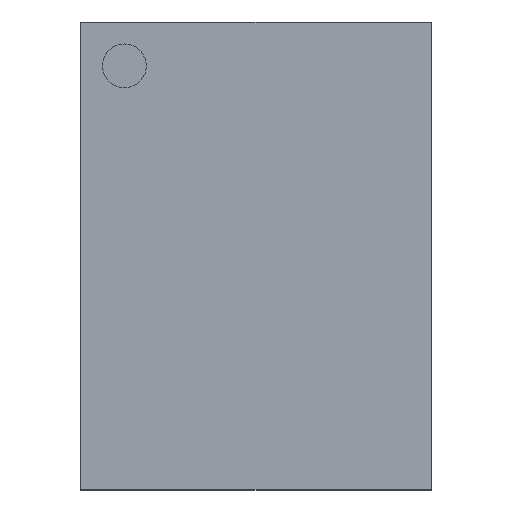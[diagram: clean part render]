
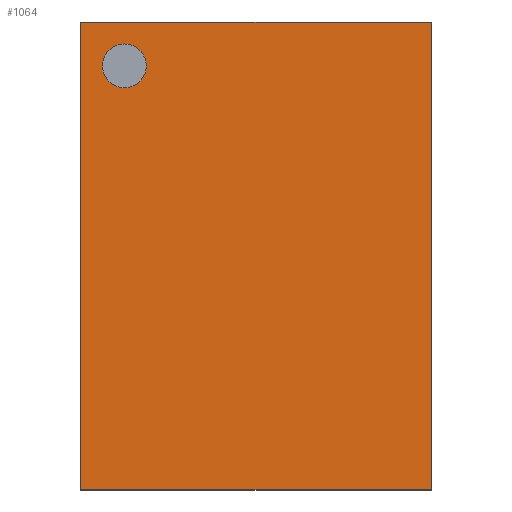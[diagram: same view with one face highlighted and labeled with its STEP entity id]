
A CAD part, top view. The second image highlights one B-rep face of the part: STEP entity #1064.
In plain terms, the highlighted planar face has unit normal (0, 0, 1).
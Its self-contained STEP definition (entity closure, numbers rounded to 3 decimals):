
#875 = VERTEX_POINT('',#876);
#876 = CARTESIAN_POINT('',(-3.,-4.,1.2));
#883 = PLANE('',#884);
#884 = AXIS2_PLACEMENT_3D('',#885,#886,#887);
#885 = CARTESIAN_POINT('',(-3.,-4.,0.4));
#886 = DIRECTION('',(1.,0.,0.));
#887 = DIRECTION('',(0.,0.,1.));
#895 = PLANE('',#896);
#896 = AXIS2_PLACEMENT_3D('',#897,#898,#899);
#897 = CARTESIAN_POINT('',(-3.,-4.,0.4));
#898 = DIRECTION('',(0.,1.,0.));
#899 = DIRECTION('',(0.,0.,1.));
#936 = VERTEX_POINT('',#937);
#937 = CARTESIAN_POINT('',(-3.,4.,1.2));
#951 = PLANE('',#952);
#952 = AXIS2_PLACEMENT_3D('',#953,#954,#955);
#953 = CARTESIAN_POINT('',(-3.,4.,0.4));
#954 = DIRECTION('',(0.,1.,0.));
#955 = DIRECTION('',(0.,0.,1.));
#963 = EDGE_CURVE('',#875,#936,#964,.T.);
#964 = SURFACE_CURVE('',#965,(#969,#976),.PCURVE_S1.);
#965 = LINE('',#966,#967);
#966 = CARTESIAN_POINT('',(-3.,-4.,1.2));
#967 = VECTOR('',#968,1.);
#968 = DIRECTION('',(0.,1.,0.));
#969 = PCURVE('',#883,#970);
#970 = DEFINITIONAL_REPRESENTATION('',(#971),#975);
#971 = LINE('',#972,#973);
#972 = CARTESIAN_POINT('',(0.8,0.));
#973 = VECTOR('',#974,1.);
#974 = DIRECTION('',(0.,-1.));
#975 = ( GEOMETRIC_REPRESENTATION_CONTEXT(2) 
PARAMETRIC_REPRESENTATION_CONTEXT() REPRESENTATION_CONTEXT('2D SPACE',''
  ) );
#976 = PCURVE('',#977,#982);
#977 = PLANE('',#978);
#978 = AXIS2_PLACEMENT_3D('',#979,#980,#981);
#979 = CARTESIAN_POINT('',(-3.,-4.,1.2));
#980 = DIRECTION('',(0.,0.,1.));
#981 = DIRECTION('',(1.,0.,0.));
#982 = DEFINITIONAL_REPRESENTATION('',(#983),#987);
#983 = LINE('',#984,#985);
#984 = CARTESIAN_POINT('',(0.,0.));
#985 = VECTOR('',#986,1.);
#986 = DIRECTION('',(0.,1.));
#987 = ( GEOMETRIC_REPRESENTATION_CONTEXT(2) 
PARAMETRIC_REPRESENTATION_CONTEXT() REPRESENTATION_CONTEXT('2D SPACE',''
  ) );
#1016 = EDGE_CURVE('',#875,#1017,#1019,.T.);
#1017 = VERTEX_POINT('',#1018);
#1018 = CARTESIAN_POINT('',(3.,-4.,1.2));
#1019 = SURFACE_CURVE('',#1020,(#1024,#1031),.PCURVE_S1.);
#1020 = LINE('',#1021,#1022);
#1021 = CARTESIAN_POINT('',(-3.,-4.,1.2));
#1022 = VECTOR('',#1023,1.);
#1023 = DIRECTION('',(1.,0.,0.));
#1024 = PCURVE('',#895,#1025);
#1025 = DEFINITIONAL_REPRESENTATION('',(#1026),#1030);
#1026 = LINE('',#1027,#1028);
#1027 = CARTESIAN_POINT('',(0.8,0.));
#1028 = VECTOR('',#1029,1.);
#1029 = DIRECTION('',(0.,1.));
#1030 = ( GEOMETRIC_REPRESENTATION_CONTEXT(2) 
PARAMETRIC_REPRESENTATION_CONTEXT() REPRESENTATION_CONTEXT('2D SPACE',''
  ) );
#1031 = PCURVE('',#977,#1032);
#1032 = DEFINITIONAL_REPRESENTATION('',(#1033),#1037);
#1033 = LINE('',#1034,#1035);
#1034 = CARTESIAN_POINT('',(0.,0.));
#1035 = VECTOR('',#1036,1.);
#1036 = DIRECTION('',(1.,0.));
#1037 = ( GEOMETRIC_REPRESENTATION_CONTEXT(2) 
PARAMETRIC_REPRESENTATION_CONTEXT() REPRESENTATION_CONTEXT('2D SPACE',''
  ) );
#1053 = PLANE('',#1054);
#1054 = AXIS2_PLACEMENT_3D('',#1055,#1056,#1057);
#1055 = CARTESIAN_POINT('',(3.,-4.,0.4));
#1056 = DIRECTION('',(1.,0.,0.));
#1057 = DIRECTION('',(0.,0.,1.));
#1064 = ADVANCED_FACE('',(#1065,#1113),#977,.T.);
#1065 = FACE_BOUND('',#1066,.T.);
#1066 = EDGE_LOOP('',(#1067,#1068,#1069,#1092));
#1067 = ORIENTED_EDGE('',*,*,#963,.F.);
#1068 = ORIENTED_EDGE('',*,*,#1016,.T.);
#1069 = ORIENTED_EDGE('',*,*,#1070,.T.);
#1070 = EDGE_CURVE('',#1017,#1071,#1073,.T.);
#1071 = VERTEX_POINT('',#1072);
#1072 = CARTESIAN_POINT('',(3.,4.,1.2));
#1073 = SURFACE_CURVE('',#1074,(#1078,#1085),.PCURVE_S1.);
#1074 = LINE('',#1075,#1076);
#1075 = CARTESIAN_POINT('',(3.,-4.,1.2));
#1076 = VECTOR('',#1077,1.);
#1077 = DIRECTION('',(0.,1.,0.));
#1078 = PCURVE('',#977,#1079);
#1079 = DEFINITIONAL_REPRESENTATION('',(#1080),#1084);
#1080 = LINE('',#1081,#1082);
#1081 = CARTESIAN_POINT('',(6.,0.));
#1082 = VECTOR('',#1083,1.);
#1083 = DIRECTION('',(0.,1.));
#1084 = ( GEOMETRIC_REPRESENTATION_CONTEXT(2) 
PARAMETRIC_REPRESENTATION_CONTEXT() REPRESENTATION_CONTEXT('2D SPACE',''
  ) );
#1085 = PCURVE('',#1053,#1086);
#1086 = DEFINITIONAL_REPRESENTATION('',(#1087),#1091);
#1087 = LINE('',#1088,#1089);
#1088 = CARTESIAN_POINT('',(0.8,0.));
#1089 = VECTOR('',#1090,1.);
#1090 = DIRECTION('',(0.,-1.));
#1091 = ( GEOMETRIC_REPRESENTATION_CONTEXT(2) 
PARAMETRIC_REPRESENTATION_CONTEXT() REPRESENTATION_CONTEXT('2D SPACE',''
  ) );
#1092 = ORIENTED_EDGE('',*,*,#1093,.F.);
#1093 = EDGE_CURVE('',#936,#1071,#1094,.T.);
#1094 = SURFACE_CURVE('',#1095,(#1099,#1106),.PCURVE_S1.);
#1095 = LINE('',#1096,#1097);
#1096 = CARTESIAN_POINT('',(-3.,4.,1.2));
#1097 = VECTOR('',#1098,1.);
#1098 = DIRECTION('',(1.,0.,0.));
#1099 = PCURVE('',#977,#1100);
#1100 = DEFINITIONAL_REPRESENTATION('',(#1101),#1105);
#1101 = LINE('',#1102,#1103);
#1102 = CARTESIAN_POINT('',(0.,8.));
#1103 = VECTOR('',#1104,1.);
#1104 = DIRECTION('',(1.,0.));
#1105 = ( GEOMETRIC_REPRESENTATION_CONTEXT(2) 
PARAMETRIC_REPRESENTATION_CONTEXT() REPRESENTATION_CONTEXT('2D SPACE',''
  ) );
#1106 = PCURVE('',#951,#1107);
#1107 = DEFINITIONAL_REPRESENTATION('',(#1108),#1112);
#1108 = LINE('',#1109,#1110);
#1109 = CARTESIAN_POINT('',(0.8,0.));
#1110 = VECTOR('',#1111,1.);
#1111 = DIRECTION('',(0.,1.));
#1112 = ( GEOMETRIC_REPRESENTATION_CONTEXT(2) 
PARAMETRIC_REPRESENTATION_CONTEXT() REPRESENTATION_CONTEXT('2D SPACE',''
  ) );
#1113 = FACE_BOUND('',#1114,.T.);
#1114 = EDGE_LOOP('',(#1115));
#1115 = ORIENTED_EDGE('',*,*,#1116,.F.);
#1116 = EDGE_CURVE('',#1117,#1117,#1119,.T.);
#1117 = VERTEX_POINT('',#1118);
#1118 = CARTESIAN_POINT('',(-1.875,3.25,1.2));
#1119 = SURFACE_CURVE('',#1120,(#1125,#1132),.PCURVE_S1.);
#1120 = CIRCLE('',#1121,0.375);
#1121 = AXIS2_PLACEMENT_3D('',#1122,#1123,#1124);
#1122 = CARTESIAN_POINT('',(-2.25,3.25,1.2));
#1123 = DIRECTION('',(0.,0.,1.));
#1124 = DIRECTION('',(1.,0.,0.));
#1125 = PCURVE('',#977,#1126);
#1126 = DEFINITIONAL_REPRESENTATION('',(#1127),#1131);
#1127 = CIRCLE('',#1128,0.375);
#1128 = AXIS2_PLACEMENT_2D('',#1129,#1130);
#1129 = CARTESIAN_POINT('',(0.75,7.25));
#1130 = DIRECTION('',(1.,0.));
#1131 = ( GEOMETRIC_REPRESENTATION_CONTEXT(2) 
PARAMETRIC_REPRESENTATION_CONTEXT() REPRESENTATION_CONTEXT('2D SPACE',''
  ) );
#1132 = PCURVE('',#1133,#1138);
#1133 = CYLINDRICAL_SURFACE('',#1134,0.375);
#1134 = AXIS2_PLACEMENT_3D('',#1135,#1136,#1137);
#1135 = CARTESIAN_POINT('',(-2.25,3.25,1.08));
#1136 = DIRECTION('',(0.,0.,1.));
#1137 = DIRECTION('',(1.,0.,0.));
#1138 = DEFINITIONAL_REPRESENTATION('',(#1139),#1143);
#1139 = LINE('',#1140,#1141);
#1140 = CARTESIAN_POINT('',(0.,0.12));
#1141 = VECTOR('',#1142,1.);
#1142 = DIRECTION('',(1.,0.));
#1143 = ( GEOMETRIC_REPRESENTATION_CONTEXT(2) 
PARAMETRIC_REPRESENTATION_CONTEXT() REPRESENTATION_CONTEXT('2D SPACE',''
  ) );
